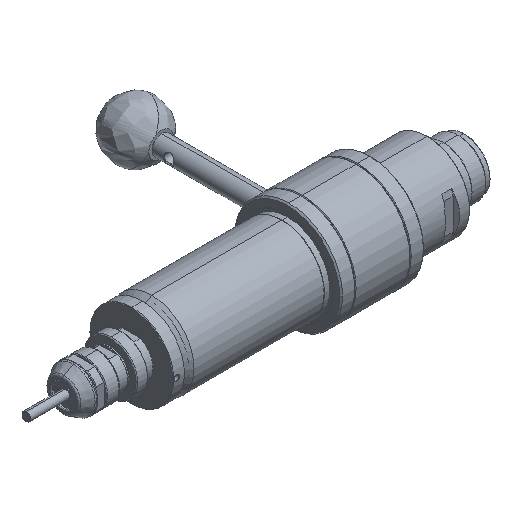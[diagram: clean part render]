
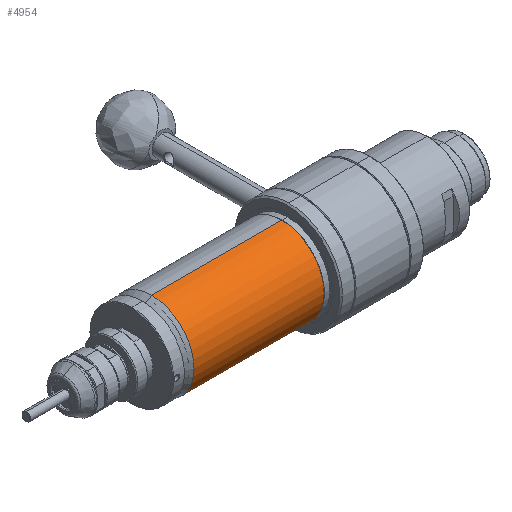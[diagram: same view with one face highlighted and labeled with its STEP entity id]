
A CAD part, isometric view. The second image highlights one B-rep face of the part: STEP entity #4954.
In plain terms, the highlighted cylindrical face has radius 15 mm (diameter 30 mm), a partial arc.
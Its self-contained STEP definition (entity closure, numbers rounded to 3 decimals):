
#389 = ORIENTED_EDGE ( 'NONE', *, *, #3806, .T. ) ;
#408 = VERTEX_POINT ( 'NONE', #7070 ) ;
#893 = CARTESIAN_POINT ( 'NONE',  ( 56.1, 0., -15. ) ) ;
#1627 = ORIENTED_EDGE ( 'NONE', *, *, #4448, .T. ) ;
#1892 = AXIS2_PLACEMENT_3D ( 'NONE', #6478, #12260, #5256 ) ;
#2815 = CIRCLE ( 'NONE', #3470, 15. ) ;
#2905 = AXIS2_PLACEMENT_3D ( 'NONE', #9546, #3720, #15606 ) ;
#3201 = CARTESIAN_POINT ( 'NONE',  ( 1.437, 0., -15. ) ) ;
#3470 = AXIS2_PLACEMENT_3D ( 'NONE', #8857, #13737, #9931 ) ;
#3515 = VERTEX_POINT ( 'NONE', #4704 ) ;
#3720 = DIRECTION ( 'NONE',  ( -1., 0., 0. ) ) ;
#3806 = EDGE_CURVE ( 'NONE', #12046, #3515, #2815, .T. ) ;
#4103 = LINE ( 'NONE', #6057, #13326 ) ;
#4399 = VERTEX_POINT ( 'NONE', #10152 ) ;
#4448 = EDGE_CURVE ( 'NONE', #9441, #408, #4103, .T. ) ;
#4472 = CARTESIAN_POINT ( 'NONE',  ( 56.1, 0., 15. ) ) ;
#4704 = CARTESIAN_POINT ( 'NONE',  ( 56.1, -15., 0. ) ) ;
#4954 = ADVANCED_FACE ( 'NONE', ( #5019 ), #8391, .T. ) ;
#5019 = FACE_OUTER_BOUND ( 'NONE', #12583, .T. ) ;
#5185 = DIRECTION ( 'NONE',  ( 0., 0., -1. ) ) ;
#5256 = DIRECTION ( 'NONE',  ( 0., 0., 1. ) ) ;
#5492 = AXIS2_PLACEMENT_3D ( 'NONE', #11341, #14871, #5185 ) ;
#5939 = DIRECTION ( 'NONE',  ( -1., 0., 0. ) ) ;
#6057 = CARTESIAN_POINT ( 'NONE',  ( 1.437, 0., 15. ) ) ;
#6128 = VECTOR ( 'NONE', #12930, 1000. ) ;
#6311 = EDGE_CURVE ( 'NONE', #3515, #9441, #8930, .T. ) ;
#6478 = CARTESIAN_POINT ( 'NONE',  ( 56.1, 0., 0. ) ) ;
#6526 = CIRCLE ( 'NONE', #5492, 15. ) ;
#7070 = CARTESIAN_POINT ( 'NONE',  ( 10.098, 0., 15. ) ) ;
#8391 = CYLINDRICAL_SURFACE ( 'NONE', #2905, 15. ) ;
#8827 = ORIENTED_EDGE ( 'NONE', *, *, #10857, .F. ) ;
#8857 = CARTESIAN_POINT ( 'NONE',  ( 56.1, 0., 0. ) ) ;
#8930 = CIRCLE ( 'NONE', #1892, 15. ) ;
#9301 = LINE ( 'NONE', #3201, #6128 ) ;
#9441 = VERTEX_POINT ( 'NONE', #4472 ) ;
#9546 = CARTESIAN_POINT ( 'NONE',  ( 1.437, 0., 0. ) ) ;
#9931 = DIRECTION ( 'NONE',  ( 0., 0., 1. ) ) ;
#10152 = CARTESIAN_POINT ( 'NONE',  ( 10.098, 0., -15. ) ) ;
#10322 = ORIENTED_EDGE ( 'NONE', *, *, #6311, .T. ) ;
#10857 = EDGE_CURVE ( 'NONE', #12046, #4399, #9301, .T. ) ;
#11341 = CARTESIAN_POINT ( 'NONE',  ( 10.098, 0., 0. ) ) ;
#12046 = VERTEX_POINT ( 'NONE', #893 ) ;
#12260 = DIRECTION ( 'NONE',  ( -1., 0., 0. ) ) ;
#12583 = EDGE_LOOP ( 'NONE', ( #8827, #389, #10322, #1627, #13510 ) ) ;
#12930 = DIRECTION ( 'NONE',  ( -1., 0., 0. ) ) ;
#13326 = VECTOR ( 'NONE', #5939, 1000. ) ;
#13510 = ORIENTED_EDGE ( 'NONE', *, *, #15303, .F. ) ;
#13737 = DIRECTION ( 'NONE',  ( -1., 0., 0. ) ) ;
#14871 = DIRECTION ( 'NONE',  ( -1., 0., 0. ) ) ;
#15303 = EDGE_CURVE ( 'NONE', #4399, #408, #6526, .T. ) ;
#15606 = DIRECTION ( 'NONE',  ( 0., 0., 1. ) ) ;
